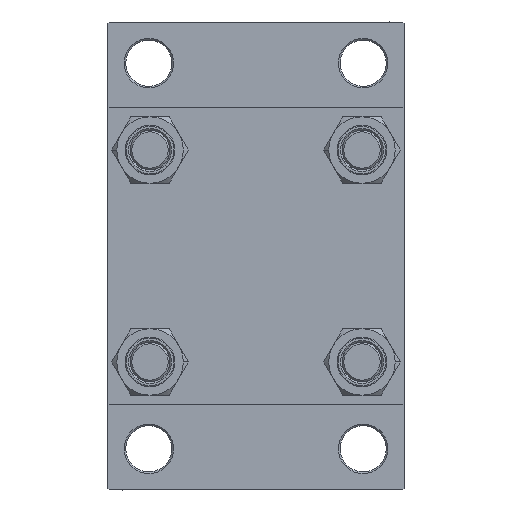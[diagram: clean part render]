
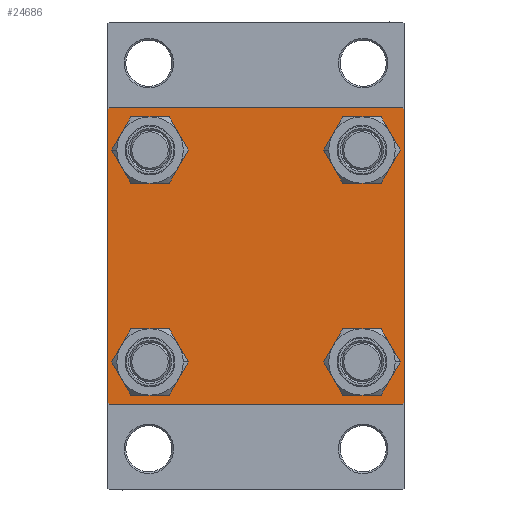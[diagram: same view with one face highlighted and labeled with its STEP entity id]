
A CAD part, left-side view. The second image highlights one B-rep face of the part: STEP entity #24686.
In plain terms, the highlighted planar face has unit normal (-1, 0, 0).
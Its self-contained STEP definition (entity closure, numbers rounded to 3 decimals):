
#289 = ORIENTED_EDGE ( 'NONE', *, *, #29101, .T. ) ;
#409 = FACE_OUTER_BOUND ( 'NONE', #46435, .T. ) ;
#530 = CARTESIAN_POINT ( 'NONE',  ( 0., 44.75, 44.75 ) ) ;
#654 = ORIENTED_EDGE ( 'NONE', *, *, #22640, .T. ) ;
#1354 = VECTOR ( 'NONE', #17090, 1000. ) ;
#1719 = EDGE_CURVE ( 'NONE', #31396, #20312, #13990, .T. ) ;
#2255 = VERTEX_POINT ( 'NONE', #37197 ) ;
#2305 = AXIS2_PLACEMENT_3D ( 'NONE', #36460, #18315, #32875 ) ;
#3624 = DIRECTION ( 'NONE',  ( 1., 0., 0. ) ) ;
#3675 = VERTEX_POINT ( 'NONE', #32036 ) ;
#3732 = VERTEX_POINT ( 'NONE', #32977 ) ;
#4141 = EDGE_CURVE ( 'NONE', #12289, #38523, #37895, .T. ) ;
#4176 = CARTESIAN_POINT ( 'NONE',  ( 0., -32.15, -38.65 ) ) ;
#4265 = DIRECTION ( 'NONE',  ( 0., 0., 1. ) ) ;
#4329 = VERTEX_POINT ( 'NONE', #4176 ) ;
#4389 = EDGE_LOOP ( 'NONE', ( #35211, #43052 ) ) ;
#5029 = CIRCLE ( 'NONE', #17212, 6.5 ) ;
#5293 = CARTESIAN_POINT ( 'NONE',  ( 0., 45., 44.5 ) ) ;
#5809 = VERTEX_POINT ( 'NONE', #38661 ) ;
#6189 = CARTESIAN_POINT ( 'NONE',  ( 0., -45., 44.5 ) ) ;
#6220 = CARTESIAN_POINT ( 'NONE',  ( 0., -32.15, 32.15 ) ) ;
#6691 = ORIENTED_EDGE ( 'NONE', *, *, #30130, .F. ) ;
#6823 = DIRECTION ( 'NONE',  ( 0., 0., 1. ) ) ;
#7291 = DIRECTION ( 'NONE',  ( 1., 0., 0. ) ) ;
#7328 = CARTESIAN_POINT ( 'NONE',  ( 0., 0., 0. ) ) ;
#7340 = VECTOR ( 'NONE', #29657, 1000. ) ;
#7694 = LINE ( 'NONE', #22497, #14599 ) ;
#7849 = DIRECTION ( 'NONE',  ( 1., 0., 0. ) ) ;
#8153 = CARTESIAN_POINT ( 'NONE',  ( 0., 32.15, 38.65 ) ) ;
#9030 = CARTESIAN_POINT ( 'NONE',  ( 0., 32.15, 25.65 ) ) ;
#10416 = VERTEX_POINT ( 'NONE', #39963 ) ;
#11582 = DIRECTION ( 'NONE',  ( 1., 0., 0. ) ) ;
#12065 = EDGE_CURVE ( 'NONE', #10416, #4329, #32047, .T. ) ;
#12289 = VERTEX_POINT ( 'NONE', #5293 ) ;
#12810 = CARTESIAN_POINT ( 'NONE',  ( 0., 45., 45. ) ) ;
#13268 = ORIENTED_EDGE ( 'NONE', *, *, #12065, .T. ) ;
#13990 = LINE ( 'NONE', #28558, #1354 ) ;
#14119 = EDGE_CURVE ( 'NONE', #14124, #3732, #32870, .T. ) ;
#14124 = VERTEX_POINT ( 'NONE', #14220 ) ;
#14153 = EDGE_CURVE ( 'NONE', #4329, #10416, #32119, .T. ) ;
#14220 = CARTESIAN_POINT ( 'NONE',  ( 0., 32.15, -25.65 ) ) ;
#14461 = CARTESIAN_POINT ( 'NONE',  ( 0., 44.75, -44.75 ) ) ;
#14599 = VECTOR ( 'NONE', #29659, 1000. ) ;
#14924 = CARTESIAN_POINT ( 'NONE',  ( 0., 32.15, -32.15 ) ) ;
#15156 = CARTESIAN_POINT ( 'NONE',  ( 0., -32.15, -32.15 ) ) ;
#15448 = AXIS2_PLACEMENT_3D ( 'NONE', #42799, #27772, #35166 ) ;
#15764 = ORIENTED_EDGE ( 'NONE', *, *, #18136, .T. ) ;
#16540 = ORIENTED_EDGE ( 'NONE', *, *, #17615, .T. ) ;
#17011 = DIRECTION ( 'NONE',  ( 0., -0.707, 0.707 ) ) ;
#17090 = DIRECTION ( 'NONE',  ( 0., -1., 0. ) ) ;
#17122 = AXIS2_PLACEMENT_3D ( 'NONE', #25128, #3624, #36105 ) ;
#17212 = AXIS2_PLACEMENT_3D ( 'NONE', #6220, #27718, #31058 ) ;
#17615 = EDGE_CURVE ( 'NONE', #24511, #35042, #36031, .T. ) ;
#17909 = VECTOR ( 'NONE', #34481, 1000. ) ;
#18136 = EDGE_CURVE ( 'NONE', #3675, #5809, #18416, .T. ) ;
#18315 = DIRECTION ( 'NONE',  ( 1., 0., 0. ) ) ;
#18416 = CIRCLE ( 'NONE', #39754, 6.5 ) ;
#18472 = EDGE_CURVE ( 'NONE', #42739, #20312, #7694, .T. ) ;
#20134 = LINE ( 'NONE', #28004, #43058 ) ;
#20312 = VERTEX_POINT ( 'NONE', #25674 ) ;
#20860 = CARTESIAN_POINT ( 'NONE',  ( 0., -45., 45. ) ) ;
#20887 = LINE ( 'NONE', #45969, #21594 ) ;
#21594 = VECTOR ( 'NONE', #24708, 1000. ) ;
#21696 = CIRCLE ( 'NONE', #17122, 6.5 ) ;
#22497 = CARTESIAN_POINT ( 'NONE',  ( 0., -44.75, 44.75 ) ) ;
#22506 = ORIENTED_EDGE ( 'NONE', *, *, #4141, .T. ) ;
#22640 = EDGE_CURVE ( 'NONE', #2255, #44009, #20887, .T. ) ;
#22942 = CARTESIAN_POINT ( 'NONE',  ( 0., 44.5, 45. ) ) ;
#24492 = AXIS2_PLACEMENT_3D ( 'NONE', #15156, #11582, #6823 ) ;
#24511 = VERTEX_POINT ( 'NONE', #9030 ) ;
#24653 = ORIENTED_EDGE ( 'NONE', *, *, #32176, .T. ) ;
#24686 = ADVANCED_FACE ( 'NONE', ( #40508, #32874, #44092, #43857, #409 ), #25949, .T. ) ;
#24708 = DIRECTION ( 'NONE',  ( 0., -1., 0. ) ) ;
#25128 = CARTESIAN_POINT ( 'NONE',  ( 0., 32.15, -32.15 ) ) ;
#25164 = EDGE_CURVE ( 'NONE', #44009, #40819, #20134, .T. ) ;
#25247 = DIRECTION ( 'NONE',  ( -1., 0., 0. ) ) ;
#25281 = EDGE_CURVE ( 'NONE', #3732, #14124, #21696, .T. ) ;
#25441 = LINE ( 'NONE', #14461, #38506 ) ;
#25473 = DIRECTION ( 'NONE',  ( 0., 0., 1. ) ) ;
#25674 = CARTESIAN_POINT ( 'NONE',  ( 0., -44.5, 45. ) ) ;
#25949 = PLANE ( 'NONE',  #35393 ) ;
#26655 = ORIENTED_EDGE ( 'NONE', *, *, #1719, .F. ) ;
#27718 = DIRECTION ( 'NONE',  ( 1., 0., 0. ) ) ;
#27772 = DIRECTION ( 'NONE',  ( 1., 0., 0. ) ) ;
#27870 = ORIENTED_EDGE ( 'NONE', *, *, #25164, .T. ) ;
#28004 = CARTESIAN_POINT ( 'NONE',  ( 0., -44.75, -44.75 ) ) ;
#28547 = CIRCLE ( 'NONE', #34647, 6.5 ) ;
#28558 = CARTESIAN_POINT ( 'NONE',  ( 0., 45., 45. ) ) ;
#29030 = DIRECTION ( 'NONE',  ( 0., -0.707, -0.707 ) ) ;
#29101 = EDGE_CURVE ( 'NONE', #35042, #24511, #28547, .T. ) ;
#29657 = DIRECTION ( 'NONE',  ( 0., 0.707, -0.707 ) ) ;
#29659 = DIRECTION ( 'NONE',  ( 0., 0.707, 0.707 ) ) ;
#29885 = ORIENTED_EDGE ( 'NONE', *, *, #29919, .T. ) ;
#29919 = EDGE_CURVE ( 'NONE', #38523, #2255, #25441, .T. ) ;
#30130 = EDGE_CURVE ( 'NONE', #42739, #40819, #34957, .T. ) ;
#31058 = DIRECTION ( 'NONE',  ( 0., 0., 1. ) ) ;
#31396 = VERTEX_POINT ( 'NONE', #22942 ) ;
#31764 = EDGE_LOOP ( 'NONE', ( #289, #16540 ) ) ;
#32036 = CARTESIAN_POINT ( 'NONE',  ( 0., -32.15, 25.65 ) ) ;
#32047 = CIRCLE ( 'NONE', #2305, 6.5 ) ;
#32119 = CIRCLE ( 'NONE', #24492, 6.5 ) ;
#32176 = EDGE_CURVE ( 'NONE', #5809, #3675, #5029, .T. ) ;
#32527 = LINE ( 'NONE', #530, #7340 ) ;
#32870 = CIRCLE ( 'NONE', #34408, 6.5 ) ;
#32874 = FACE_BOUND ( 'NONE', #35032, .T. ) ;
#32875 = DIRECTION ( 'NONE',  ( 0., 0., 1. ) ) ;
#32920 = EDGE_CURVE ( 'NONE', #31396, #12289, #32527, .T. ) ;
#32977 = CARTESIAN_POINT ( 'NONE',  ( 0., 32.15, -38.65 ) ) ;
#33503 = CARTESIAN_POINT ( 'NONE',  ( 0., -45., -44.5 ) ) ;
#34408 = AXIS2_PLACEMENT_3D ( 'NONE', #14924, #7291, #40473 ) ;
#34481 = DIRECTION ( 'NONE',  ( 0., 0., -1. ) ) ;
#34647 = AXIS2_PLACEMENT_3D ( 'NONE', #37213, #7849, #4265 ) ;
#34957 = LINE ( 'NONE', #20860, #17909 ) ;
#35032 = EDGE_LOOP ( 'NONE', ( #13268, #46653 ) ) ;
#35042 = VERTEX_POINT ( 'NONE', #8153 ) ;
#35166 = DIRECTION ( 'NONE',  ( 0., 0., 1. ) ) ;
#35211 = ORIENTED_EDGE ( 'NONE', *, *, #14119, .T. ) ;
#35393 = AXIS2_PLACEMENT_3D ( 'NONE', #7328, #25247, #25473 ) ;
#35994 = DIRECTION ( 'NONE',  ( 1., 0., 0. ) ) ;
#36031 = CIRCLE ( 'NONE', #15448, 6.5 ) ;
#36105 = DIRECTION ( 'NONE',  ( 0., 0., 1. ) ) ;
#36460 = CARTESIAN_POINT ( 'NONE',  ( 0., -32.15, -32.15 ) ) ;
#37138 = VECTOR ( 'NONE', #37664, 1000. ) ;
#37197 = CARTESIAN_POINT ( 'NONE',  ( 0., 44.5, -45. ) ) ;
#37213 = CARTESIAN_POINT ( 'NONE',  ( 0., 32.15, 32.15 ) ) ;
#37277 = ORIENTED_EDGE ( 'NONE', *, *, #32920, .T. ) ;
#37664 = DIRECTION ( 'NONE',  ( 0., 0., -1. ) ) ;
#37895 = LINE ( 'NONE', #12810, #37138 ) ;
#38506 = VECTOR ( 'NONE', #29030, 1000. ) ;
#38523 = VERTEX_POINT ( 'NONE', #38601 ) ;
#38601 = CARTESIAN_POINT ( 'NONE',  ( 0., 45., -44.5 ) ) ;
#38661 = CARTESIAN_POINT ( 'NONE',  ( 0., -32.15, 38.65 ) ) ;
#39577 = DIRECTION ( 'NONE',  ( 0., 0., 1. ) ) ;
#39754 = AXIS2_PLACEMENT_3D ( 'NONE', #43153, #35994, #39577 ) ;
#39963 = CARTESIAN_POINT ( 'NONE',  ( 0., -32.15, -25.65 ) ) ;
#40473 = DIRECTION ( 'NONE',  ( 0., 0., 1. ) ) ;
#40508 = FACE_BOUND ( 'NONE', #45566, .T. ) ;
#40819 = VERTEX_POINT ( 'NONE', #33503 ) ;
#42739 = VERTEX_POINT ( 'NONE', #6189 ) ;
#42799 = CARTESIAN_POINT ( 'NONE',  ( 0., 32.15, 32.15 ) ) ;
#42966 = CARTESIAN_POINT ( 'NONE',  ( 0., -44.5, -45. ) ) ;
#43052 = ORIENTED_EDGE ( 'NONE', *, *, #25281, .T. ) ;
#43058 = VECTOR ( 'NONE', #17011, 1000. ) ;
#43153 = CARTESIAN_POINT ( 'NONE',  ( 0., -32.15, 32.15 ) ) ;
#43782 = ORIENTED_EDGE ( 'NONE', *, *, #18472, .T. ) ;
#43857 = FACE_BOUND ( 'NONE', #31764, .T. ) ;
#44009 = VERTEX_POINT ( 'NONE', #42966 ) ;
#44092 = FACE_BOUND ( 'NONE', #4389, .T. ) ;
#45566 = EDGE_LOOP ( 'NONE', ( #24653, #15764 ) ) ;
#45969 = CARTESIAN_POINT ( 'NONE',  ( 0., 45., -45. ) ) ;
#46435 = EDGE_LOOP ( 'NONE', ( #22506, #29885, #654, #27870, #6691, #43782, #26655, #37277 ) ) ;
#46653 = ORIENTED_EDGE ( 'NONE', *, *, #14153, .T. ) ;
